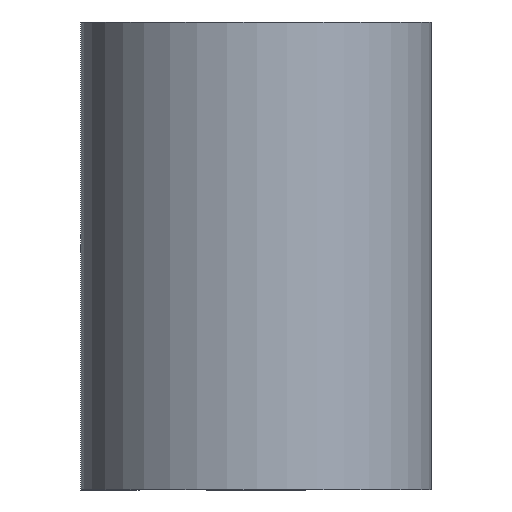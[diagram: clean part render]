
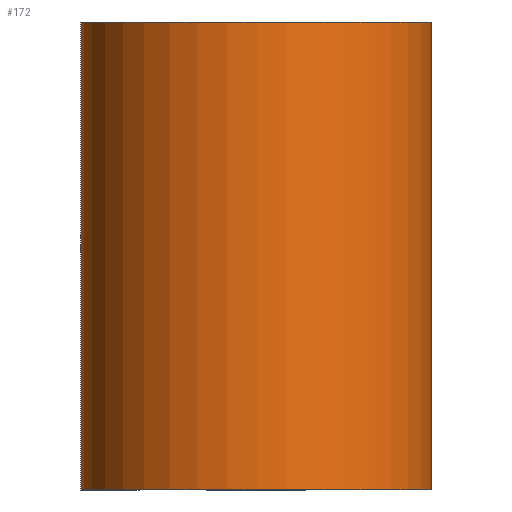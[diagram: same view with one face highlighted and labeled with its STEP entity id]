
A CAD part, front view. The second image highlights one B-rep face of the part: STEP entity #172.
In plain terms, the highlighted cylindrical face has radius 9.525 mm (diameter 19.05 mm), a partial arc.
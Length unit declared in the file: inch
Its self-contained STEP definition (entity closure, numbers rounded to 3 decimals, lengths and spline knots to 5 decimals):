
#131=CARTESIAN_POINT('',(0.0,0.0,0.0));
#132=DIRECTION('',(0.0,0.0,1.0));
#133=DIRECTION('',(-1.0,0.0,0.0));
#134=AXIS2_PLACEMENT_3D('',#131,#132,#133);
#135=CYLINDRICAL_SURFACE('',#134,0.375);
#136=CARTESIAN_POINT('',(0.375,0.,1.0));
#137=VERTEX_POINT('',#136);
#138=CARTESIAN_POINT('',(0.375,0.,0.0));
#139=VERTEX_POINT('',#138);
#140=CARTESIAN_POINT('',(0.375,0.,1.0));
#141=DIRECTION('',(0.0,0.0,-1.0));
#142=VECTOR('',#141,1.0);
#143=LINE('',#140,#142);
#144=EDGE_CURVE('',#137,#139,#143,.T.);
#145=ORIENTED_EDGE('',*,*,#144,.F.);
#146=CARTESIAN_POINT('',(-0.37497,-0.005,1.0));
#147=VERTEX_POINT('',#146);
#148=CARTESIAN_POINT('',(0.0,0.0,1.0));
#149=DIRECTION('',(0.0,0.0,-1.0));
#150=DIRECTION('',(-1.0,0.0,0.0));
#151=AXIS2_PLACEMENT_3D('',#148,#149,#150);
#152=CIRCLE('',#151,0.375);
#153=EDGE_CURVE('',#137,#147,#152,.T.);
#154=ORIENTED_EDGE('',*,*,#153,.T.);
#155=CARTESIAN_POINT('',(-0.37497,-0.005,0.));
#156=VERTEX_POINT('',#155);
#157=CARTESIAN_POINT('',(-0.37497,-0.005,1.0));
#158=DIRECTION('',(0.0,0.0,-1.0));
#159=VECTOR('',#158,1.);
#160=LINE('',#157,#159);
#161=EDGE_CURVE('',#147,#156,#160,.T.);
#162=ORIENTED_EDGE('',*,*,#161,.T.);
#163=CARTESIAN_POINT('',(0.0,0.0,0.0));
#164=DIRECTION('',(0.0,0.0,-1.0));
#165=DIRECTION('',(-1.0,0.0,0.0));
#166=AXIS2_PLACEMENT_3D('',#163,#164,#165);
#167=CIRCLE('',#166,0.375);
#168=EDGE_CURVE('',#139,#156,#167,.T.);
#169=ORIENTED_EDGE('',*,*,#168,.F.);
#170=EDGE_LOOP('',(#145,#154,#162,#169));
#171=FACE_OUTER_BOUND('',#170,.T.);
#172=ADVANCED_FACE('',(#171),#135,.T.);
